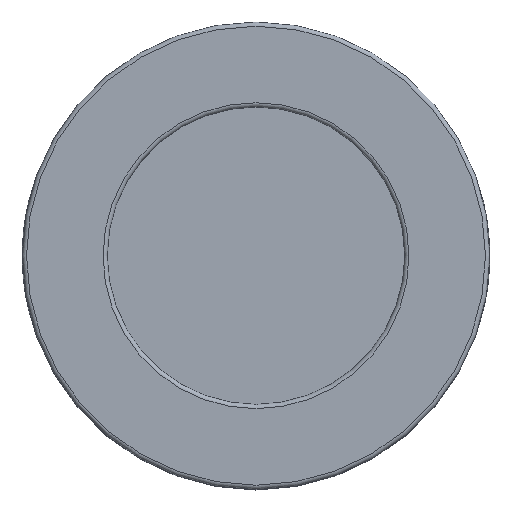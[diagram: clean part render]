
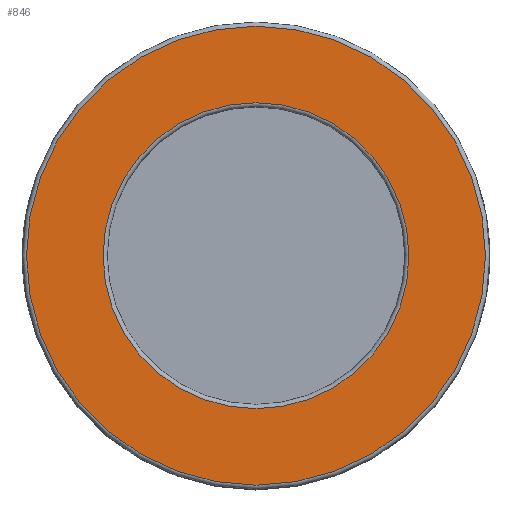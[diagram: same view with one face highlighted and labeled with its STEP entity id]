
A CAD part, top view. The second image highlights one B-rep face of the part: STEP entity #846.
In plain terms, the highlighted planar face has unit normal (0, 0, 1).
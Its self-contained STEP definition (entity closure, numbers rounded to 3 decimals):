
#780 = VERTEX_POINT('',#781);
#781 = CARTESIAN_POINT('',(43.2,0.,62.));
#790 = EDGE_CURVE('',#780,#780,#791,.T.);
#791 = CIRCLE('',#792,43.2);
#792 = AXIS2_PLACEMENT_3D('',#793,#794,#795);
#793 = CARTESIAN_POINT('',(0.,0.,62.));
#794 = DIRECTION('',(0.,0.,1.));
#795 = DIRECTION('',(1.,0.,0.));
#846 = ADVANCED_FACE('',(#847,#850),#861,.T.);
#847 = FACE_BOUND('',#848,.T.);
#848 = EDGE_LOOP('',(#849));
#849 = ORIENTED_EDGE('',*,*,#790,.T.);
#850 = FACE_BOUND('',#851,.T.);
#851 = EDGE_LOOP('',(#852));
#852 = ORIENTED_EDGE('',*,*,#853,.F.);
#853 = EDGE_CURVE('',#854,#854,#856,.T.);
#854 = VERTEX_POINT('',#855);
#855 = CARTESIAN_POINT('',(28.8,0.,62.));
#856 = CIRCLE('',#857,28.8);
#857 = AXIS2_PLACEMENT_3D('',#858,#859,#860);
#858 = CARTESIAN_POINT('',(0.,0.,62.));
#859 = DIRECTION('',(0.,0.,1.));
#860 = DIRECTION('',(1.,0.,0.));
#861 = PLANE('',#862);
#862 = AXIS2_PLACEMENT_3D('',#863,#864,#865);
#863 = CARTESIAN_POINT('',(0.,0.,62.));
#864 = DIRECTION('',(0.,0.,1.));
#865 = DIRECTION('',(1.,0.,0.));
